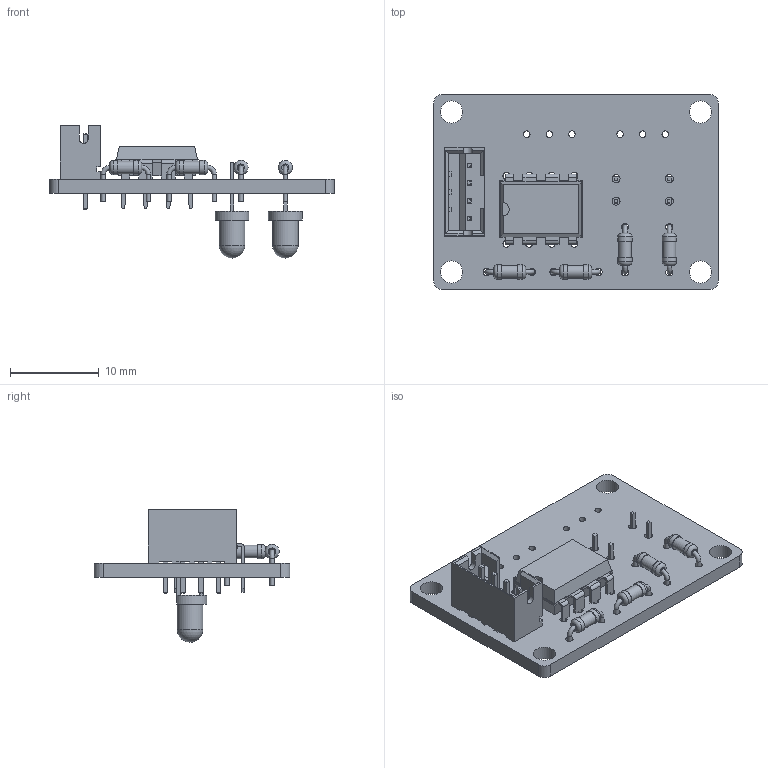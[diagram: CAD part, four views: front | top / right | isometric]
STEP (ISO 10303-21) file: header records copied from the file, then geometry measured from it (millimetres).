
FILE_DESCRIPTION(('FreeCAD Model'),'2;1');
FILE_NAME('Open CASCADE Shape Model','2021-03-06T20:28:08',('Author'),( ''),'Open CASCADE STEP processor 7.5','FreeCAD','Unknown');
FILE_SCHEMA(('AUTOMOTIVE_DESIGN { 1 0 10303 214 1 1 1 1 }'));
Length unit declared in the file: millimetre
Products named in the file (2): Fusion; Open CASCADE STEP translator 7.5 2.1
Assembly tree (1 placements, depth 2):
  Fusion
    Open CASCADE STEP translator 7.5 2.1
Bounding box: 32 x 22 x 14.9 mm (x, y, z)
Volume: 1474.5 mm3; surface area: 2636.3 mm2
Topology: 7 solids, 7 shells, 446 faces, 1186 edges, 748 vertices
Faces by surface type: plane 322, cylinder 86, bspline 20, torus 16, sphere 2
Full cylindrical faces by diameter (mm): 0.5 x8, 0.739 x6, 0.813 x18, 0.9 x4, 1.44 x4, 1.6 x8, 2.5 x4, 2.9 x2
Entity records: 14908 total; most frequent: CARTESIAN_POINT 3556, ORIENTED_EDGE 2368, DIRECTION 2243, EDGE_CURVE 1184, LINE 927, VECTOR 927, VERTEX_POINT 748, AXIS2_PLACEMENT_3D 658
